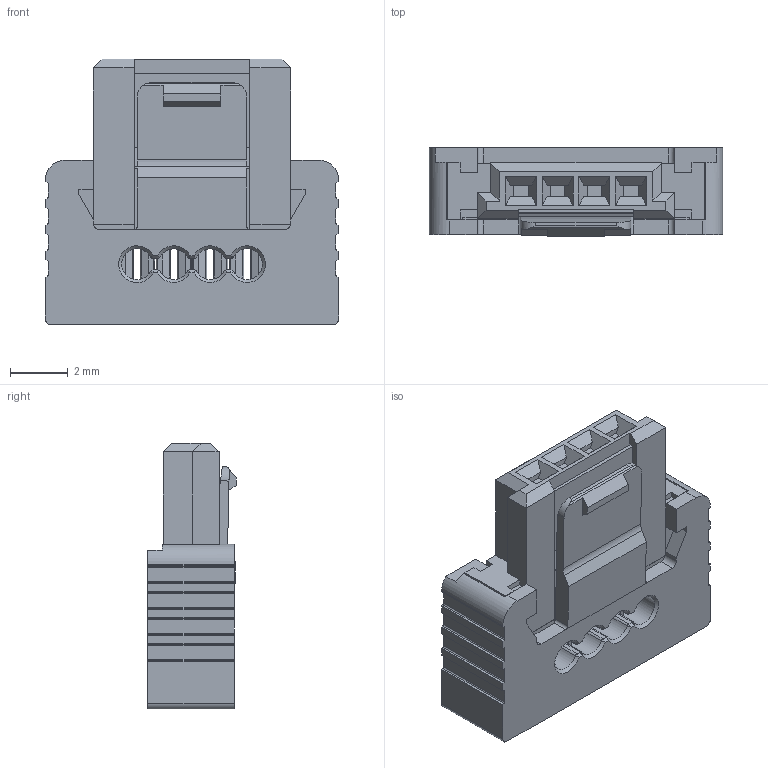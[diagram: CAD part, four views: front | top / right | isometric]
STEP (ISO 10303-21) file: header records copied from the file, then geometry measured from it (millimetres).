
FILE_DESCRIPTION((''),'2;1');
FILE_NAME('C-224394-E','2022-09-28T03:57:53',('workeradm'),('TE Connectivity Ltd.'),'CREO PARAMETRIC BY PTC INC, 2021072','CREO PARAMETRIC BY PTC INC, 2021072','');
FILE_SCHEMA(('AUTOMOTIVE_DESIGN { 1 0 10303 214 1 1 1 1 }'));
Length unit declared in the file: millimetre
Products named in the file (1): C-224394-E
Bounding box: 10.16 x 3.07 x 9.2 mm (x, y, z)
Volume: 188.7 mm3; surface area: 375.1 mm2
Topology: 1 solids, 1 shells, 395 faces, 1109 edges, 695 vertices
Faces by surface type: plane 274, cylinder 89, cone 32
Entity records: 12623 total; most frequent: CARTESIAN_POINT 2652, ORIENTED_EDGE 2178, DIRECTION 1906, EDGE_CURVE 1089, VECTOR 810, LINE 810, VERTEX_POINT 695, AXIS2_PLACEMENT_3D 548
